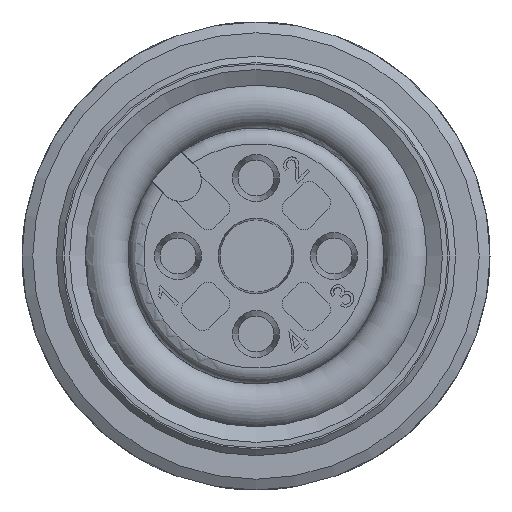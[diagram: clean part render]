
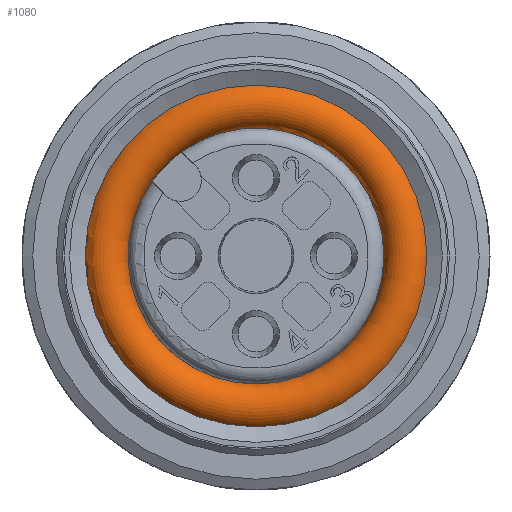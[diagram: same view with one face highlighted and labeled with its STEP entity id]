
A CAD part, left-side view. The second image highlights one B-rep face of the part: STEP entity #1080.
In plain terms, the highlighted toroidal (fillet/blend) face has major radius 4.845 mm and minor radius 0.75 mm.
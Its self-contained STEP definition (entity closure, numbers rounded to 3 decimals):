
#654=TOROIDAL_SURFACE('',#8184,4.845,0.75);
#667=FACE_BOUND('',#2207,.T.);
#668=FACE_BOUND('',#2208,.T.);
#827=CIRCLE('',#8179,4.277);
#829=CIRCLE('',#8182,5.475);
#830=CIRCLE('',#8183,4.1);
#1080=ADVANCED_FACE('',(#667,#668),#654,.T.);
#2207=EDGE_LOOP('',(#3142));
#2208=EDGE_LOOP('',(#3143,#3144,#3145,#3146));
#2812=B_SPLINE_CURVE_WITH_KNOTS('',3,(#10390,#10391,#10392,#10393,#10394,
#10395,#10396,#10397,#10398,#10399),.UNSPECIFIED.,.F.,.F.,(4,3,3,4),(0.,
0.403,0.806,1.),.UNSPECIFIED.);
#2814=B_SPLINE_CURVE_WITH_KNOTS('',3,(#10424,#10425,#10426,#10427,#10428,
#10429,#10430,#10431,#10432,#10433),.UNSPECIFIED.,.F.,.F.,(4,3,3,4),(0.,
0.406,0.812,1.),.UNSPECIFIED.);
#3142=ORIENTED_EDGE('',*,*,#6238,.T.);
#3143=ORIENTED_EDGE('',*,*,#6225,.T.);
#3144=ORIENTED_EDGE('',*,*,#6236,.T.);
#3145=ORIENTED_EDGE('',*,*,#6230,.T.);
#3146=ORIENTED_EDGE('',*,*,#6239,.F.);
#5466=VERTEX_POINT('',#10388);
#5468=VERTEX_POINT('',#10400);
#5472=VERTEX_POINT('',#10434);
#5473=VERTEX_POINT('',#10435);
#5478=VERTEX_POINT('',#10465);
#6225=EDGE_CURVE('',#5468,#5466,#2812,.T.);
#6230=EDGE_CURVE('',#5472,#5473,#2814,.T.);
#6236=EDGE_CURVE('',#5466,#5472,#827,.T.);
#6238=EDGE_CURVE('',#5478,#5478,#829,.T.);
#6239=EDGE_CURVE('',#5468,#5473,#830,.T.);
#8179=AXIS2_PLACEMENT_3D('',#10461,#8788,#8789);
#8182=AXIS2_PLACEMENT_3D('',#10464,#8794,#8795);
#8183=AXIS2_PLACEMENT_3D('',#10466,#8796,#8797);
#8184=AXIS2_PLACEMENT_3D('',#10467,#8798,#8799);
#8788=DIRECTION('',(1.,0.,0.));
#8789=DIRECTION('',(0.,0.,-1.));
#8794=DIRECTION('',(-1.,0.,0.));
#8795=DIRECTION('',(0.,0.,-1.));
#8796=DIRECTION('',(-1.,0.,0.));
#8797=DIRECTION('',(0.,0.,-1.));
#8798=DIRECTION('',(1.,0.,0.));
#8799=DIRECTION('',(0.,0.,-1.));
#10388=CARTESIAN_POINT('',(38.701,3.464,2.509));
#10390=CARTESIAN_POINT('',(38.125,3.337,2.382));
#10391=CARTESIAN_POINT('',(38.207,3.33,2.375));
#10392=CARTESIAN_POINT('',(38.292,3.333,2.379));
#10393=CARTESIAN_POINT('',(38.373,3.346,2.391));
#10394=CARTESIAN_POINT('',(38.454,3.359,2.404));
#10395=CARTESIAN_POINT('',(38.533,3.382,2.427));
#10396=CARTESIAN_POINT('',(38.603,3.413,2.458));
#10397=CARTESIAN_POINT('',(38.638,3.428,2.473));
#10398=CARTESIAN_POINT('',(38.671,3.445,2.49));
#10399=CARTESIAN_POINT('',(38.701,3.464,2.509));
#10400=CARTESIAN_POINT('',(38.125,3.337,2.382));
#10424=CARTESIAN_POINT('',(38.701,2.509,3.464));
#10425=CARTESIAN_POINT('',(38.638,2.47,3.425));
#10426=CARTESIAN_POINT('',(38.565,2.439,3.393));
#10427=CARTESIAN_POINT('',(38.487,2.417,3.371));
#10428=CARTESIAN_POINT('',(38.41,2.394,3.349));
#10429=CARTESIAN_POINT('',(38.326,2.382,3.336));
#10430=CARTESIAN_POINT('',(38.242,2.379,3.334));
#10431=CARTESIAN_POINT('',(38.203,2.378,3.333));
#10432=CARTESIAN_POINT('',(38.163,2.379,3.334));
#10433=CARTESIAN_POINT('',(38.125,2.382,3.337));
#10434=CARTESIAN_POINT('',(38.701,2.509,3.464));
#10435=CARTESIAN_POINT('',(38.125,2.382,3.337));
#10461=CARTESIAN_POINT('',(38.701,0.,0.));
#10464=CARTESIAN_POINT('',(37.804,0.,0.));
#10465=CARTESIAN_POINT('',(37.804,0.,-5.475));
#10466=CARTESIAN_POINT('',(38.125,0.,0.));
#10467=CARTESIAN_POINT('',(38.211,0.,0.));
